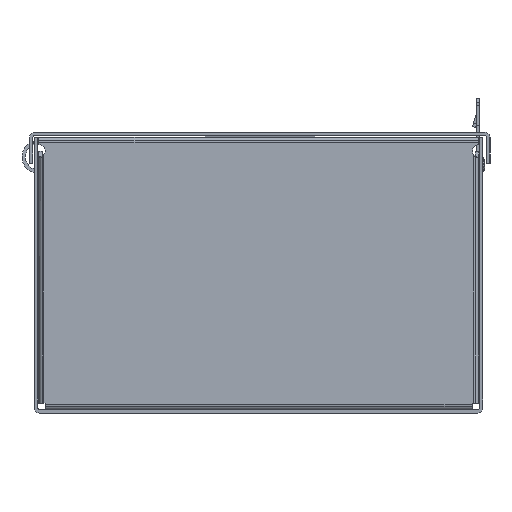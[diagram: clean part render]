
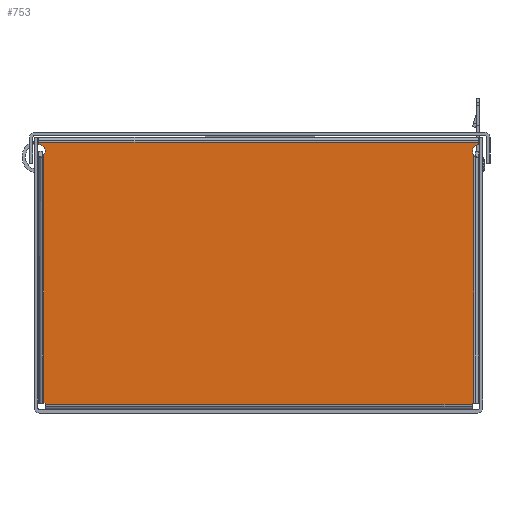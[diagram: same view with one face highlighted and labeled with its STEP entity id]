
A CAD part, left-side view. The second image highlights one B-rep face of the part: STEP entity #753.
In plain terms, the highlighted face is planar.
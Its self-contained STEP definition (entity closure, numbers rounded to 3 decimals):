
#753 = ADVANCED_FACE( '', ( #1632 ), #1633, .T. );
#1632 = FACE_OUTER_BOUND( '', #2790, .T. );
#1633 = PLANE( '', #2791 );
#2790 = EDGE_LOOP( '', ( #4507, #4508, #4509, #4510, #4511, #4512, #4513, #4514, #4515, #4516, #4517, #4518 ) );
#2791 = AXIS2_PLACEMENT_3D( '', #4519, #4520, #4521 );
#4507 = ORIENTED_EDGE( '', *, *, #7092, .T. );
#4508 = ORIENTED_EDGE( '', *, *, #7181, .T. );
#4509 = ORIENTED_EDGE( '', *, *, #7182, .T. );
#4510 = ORIENTED_EDGE( '', *, *, #6984, .T. );
#4511 = ORIENTED_EDGE( '', *, *, #6766, .T. );
#4512 = ORIENTED_EDGE( '', *, *, #7183, .F. );
#4513 = ORIENTED_EDGE( '', *, *, #7184, .T. );
#4514 = ORIENTED_EDGE( '', *, *, #7185, .T. );
#4515 = ORIENTED_EDGE( '', *, *, #7186, .T. );
#4516 = ORIENTED_EDGE( '', *, *, #7187, .T. );
#4517 = ORIENTED_EDGE( '', *, *, #7188, .T. );
#4518 = ORIENTED_EDGE( '', *, *, #6808, .T. );
#4519 = CARTESIAN_POINT( '', ( 0., 0., 0. ) );
#4520 = DIRECTION( '', ( 0., -1., 0. ) );
#4521 = DIRECTION( '', ( 0., 0., -1. ) );
#6766 = EDGE_CURVE( '', #8003, #8001, #8004, .F. );
#6808 = EDGE_CURVE( '', #8076, #8074, #8077, .T. );
#6984 = EDGE_CURVE( '', #8375, #8003, #8376, .T. );
#7092 = EDGE_CURVE( '', #8074, #8548, #8549, .F. );
#7181 = EDGE_CURVE( '', #8548, #8698, #8699, .T. );
#7182 = EDGE_CURVE( '', #8698, #8375, #8700, .T. );
#7183 = EDGE_CURVE( '', #8701, #8001, #8702, .T. );
#7184 = EDGE_CURVE( '', #8701, #8703, #8704, .T. );
#7185 = EDGE_CURVE( '', #8703, #8705, #8706, .T. );
#7186 = EDGE_CURVE( '', #8705, #8707, #8708, .T. );
#7187 = EDGE_CURVE( '', #8707, #8709, #8710, .T. );
#7188 = EDGE_CURVE( '', #8709, #8076, #8711, .T. );
#8001 = VERTEX_POINT( '', #9803 );
#8003 = VERTEX_POINT( '', #9806 );
#8004 = CIRCLE( '', #9807, 2.896 );
#8074 = VERTEX_POINT( '', #9898 );
#8076 = VERTEX_POINT( '', #9909 );
#8077 = LINE( '', #9910, #9911 );
#8375 = VERTEX_POINT( '', #10321 );
#8376 = LINE( '', #10322, #10323 );
#8548 = VERTEX_POINT( '', #10565 );
#8549 = CIRCLE( '', #10566, 2.896 );
#8698 = VERTEX_POINT( '', #10781 );
#8699 = LINE( '', #10782, #10783 );
#8700 = LINE( '', #10784, #10785 );
#8701 = VERTEX_POINT( '', #10786 );
#8702 = LINE( '', #10787, #10788 );
#8703 = VERTEX_POINT( '', #10789 );
#8704 = LINE( '', #10790, #10791 );
#8705 = VERTEX_POINT( '', #10792 );
#8706 = LINE( '', #10793, #10794 );
#8707 = VERTEX_POINT( '', #10795 );
#8708 = LINE( '', #10796, #10797 );
#8709 = VERTEX_POINT( '', #10798 );
#8710 = LINE( '', #10799, #10800 );
#8711 = LINE( '', #10801, #10802 );
#9803 = CARTESIAN_POINT( '', ( -98.93, 0., 54.68 ) );
#9806 = CARTESIAN_POINT( '', ( -101.267, 0., 59.286 ) );
#9807 = AXIS2_PLACEMENT_3D( '', #12104, #12105, #12106 );
#9898 = CARTESIAN_POINT( '', ( 98.93, 0., 54.68 ) );
#9909 = CARTESIAN_POINT( '', ( 98.93, 0., -59.69 ) );
#9910 = CARTESIAN_POINT( '', ( 98.93, 0., 56.39 ) );
#9911 = VECTOR( '', #12161, 1000. );
#10321 = CARTESIAN_POINT( '', ( -101.267, 0., 60.401 ) );
#10322 = CARTESIAN_POINT( '', ( -101.267, 0., 62.738 ) );
#10323 = VECTOR( '', #12382, 1000. );
#10565 = CARTESIAN_POINT( '', ( 101.267, 0., 59.286 ) );
#10566 = AXIS2_PLACEMENT_3D( '', #12489, #12490, #12491 );
#10781 = CARTESIAN_POINT( '', ( 101.267, 0., 60.401 ) );
#10782 = CARTESIAN_POINT( '', ( 101.267, 0., -62.738 ) );
#10783 = VECTOR( '', #12588, 1000. );
#10784 = CARTESIAN_POINT( '', ( 101.267, 0., 60.401 ) );
#10785 = VECTOR( '', #12589, 1000. );
#10786 = CARTESIAN_POINT( '', ( -98.93, 0., -59.69 ) );
#10787 = CARTESIAN_POINT( '', ( -98.93, 0., 56.39 ) );
#10788 = VECTOR( '', #12590, 1000. );
#10789 = CARTESIAN_POINT( '', ( -98.219, 0., -59.69 ) );
#10790 = CARTESIAN_POINT( '', ( 0., 0., -59.69 ) );
#10791 = VECTOR( '', #12591, 1000. );
#10792 = CARTESIAN_POINT( '', ( -98.219, 0., -60.401 ) );
#10793 = CARTESIAN_POINT( '', ( -98.219, 0., 0. ) );
#10794 = VECTOR( '', #12592, 1000. );
#10795 = CARTESIAN_POINT( '', ( 98.219, 0., -60.401 ) );
#10796 = CARTESIAN_POINT( '', ( -101.267, 0., -60.401 ) );
#10797 = VECTOR( '', #12593, 1000. );
#10798 = CARTESIAN_POINT( '', ( 98.219, 0., -59.69 ) );
#10799 = CARTESIAN_POINT( '', ( 98.219, 0., 0. ) );
#10800 = VECTOR( '', #12594, 1000. );
#10801 = CARTESIAN_POINT( '', ( 0., 0., -59.69 ) );
#10802 = VECTOR( '', #12595, 1000. );
#12104 = CARTESIAN_POINT( '', ( -101.267, 0., 56.39 ) );
#12105 = DIRECTION( '', ( 0., -1., 0. ) );
#12106 = DIRECTION( '', ( 0., 0., -1. ) );
#12161 = DIRECTION( '', ( 0., 0., 1. ) );
#12382 = DIRECTION( '', ( 0., 0., -1. ) );
#12489 = CARTESIAN_POINT( '', ( 101.267, 0., 56.39 ) );
#12490 = DIRECTION( '', ( 0., -1., 0. ) );
#12491 = DIRECTION( '', ( 0., 0., -1. ) );
#12588 = DIRECTION( '', ( 0., 0., 1. ) );
#12589 = DIRECTION( '', ( -1., 0., 0. ) );
#12590 = DIRECTION( '', ( 0., 0., 1. ) );
#12591 = DIRECTION( '', ( 1., 0., 0. ) );
#12592 = DIRECTION( '', ( 0., 0., -1. ) );
#12593 = DIRECTION( '', ( 1., 0., 0. ) );
#12594 = DIRECTION( '', ( 0., 0., 1. ) );
#12595 = DIRECTION( '', ( 1., 0., 0. ) );
